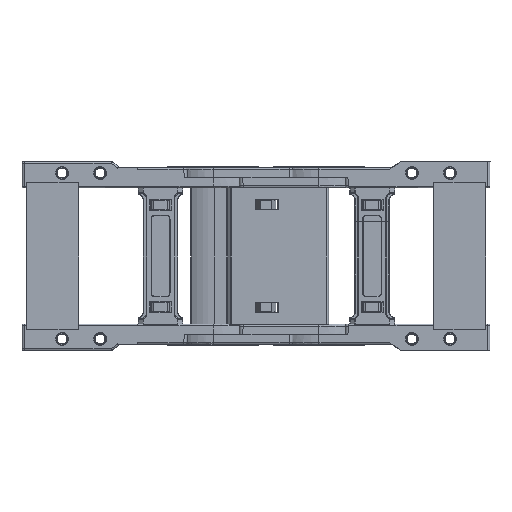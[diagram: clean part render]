
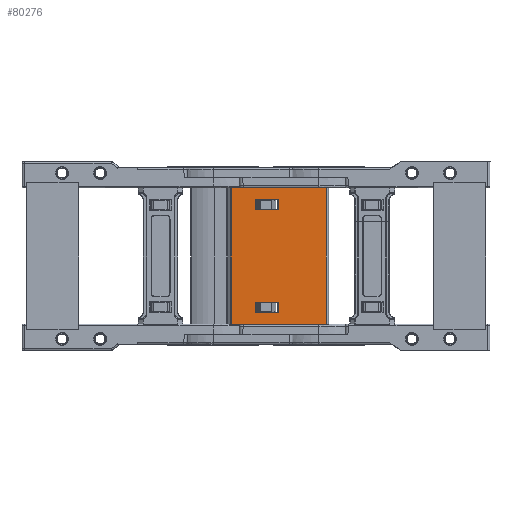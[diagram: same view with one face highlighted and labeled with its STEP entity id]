
A CAD part, front view. The second image highlights one B-rep face of the part: STEP entity #80276.
In plain terms, the highlighted planar face has unit normal (0, -1, 0).
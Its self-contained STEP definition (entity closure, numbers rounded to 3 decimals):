
#2139 = VECTOR ( 'NONE', #84905, 1000. ) ;
#3579 = CARTESIAN_POINT ( 'NONE',  ( -75.76, 143.654, 11.547 ) ) ;
#3696 = CARTESIAN_POINT ( 'NONE',  ( -61.76, 143.654, 65.947 ) ) ;
#4710 = LINE ( 'NONE', #53901, #70131 ) ;
#5297 = VECTOR ( 'NONE', #120374, 1000. ) ;
#6137 = ORIENTED_EDGE ( 'NONE', *, *, #52663, .T. ) ;
#7451 = CARTESIAN_POINT ( 'NONE',  ( -33.78, 143.654, 78.997 ) ) ;
#8889 = CARTESIAN_POINT ( 'NONE',  ( -75.76, 143.654, 65.947 ) ) ;
#9192 = ORIENTED_EDGE ( 'NONE', *, *, #49954, .F. ) ;
#10977 = CARTESIAN_POINT ( 'NONE',  ( -75.76, 143.654, 72.247 ) ) ;
#12225 = ORIENTED_EDGE ( 'NONE', *, *, #82321, .T. ) ;
#17455 = VECTOR ( 'NONE', #22004, 1000. ) ;
#19536 = LINE ( 'NONE', #88817, #34079 ) ;
#19657 = DIRECTION ( 'NONE',  ( 0., 0., 1. ) ) ;
#20990 = CARTESIAN_POINT ( 'NONE',  ( -61.76, 143.654, 11.547 ) ) ;
#21702 = VECTOR ( 'NONE', #148280, 1000. ) ;
#22004 = DIRECTION ( 'NONE',  ( 1., 0., 0. ) ) ;
#23187 = EDGE_CURVE ( 'NONE', #146076, #52776, #85519, .T. ) ;
#23438 = FACE_OUTER_BOUND ( 'NONE', #86891, .T. ) ;
#26147 = ORIENTED_EDGE ( 'NONE', *, *, #101565, .F. ) ;
#26162 = VERTEX_POINT ( 'NONE', #39986 ) ;
#26444 = ORIENTED_EDGE ( 'NONE', *, *, #145002, .T. ) ;
#28898 = VERTEX_POINT ( 'NONE', #73788 ) ;
#31434 = VERTEX_POINT ( 'NONE', #102284 ) ;
#33401 = CARTESIAN_POINT ( 'NONE',  ( -75.76, 143.654, 5.247 ) ) ;
#33648 = VECTOR ( 'NONE', #101433, 1000. ) ;
#34079 = VECTOR ( 'NONE', #146437, 1000. ) ;
#34680 = DIRECTION ( 'NONE',  ( 1., 0., 0. ) ) ;
#35186 = CARTESIAN_POINT ( 'NONE',  ( -61.76, 143.654, 11.547 ) ) ;
#36161 = LINE ( 'NONE', #3696, #5297 ) ;
#38163 = VERTEX_POINT ( 'NONE', #52070 ) ;
#38705 = AXIS2_PLACEMENT_3D ( 'NONE', #97518, #134940, #66993 ) ;
#38710 = DIRECTION ( 'NONE',  ( 0., 0., -1. ) ) ;
#39193 = CARTESIAN_POINT ( 'NONE',  ( -75.76, 143.654, 65.947 ) ) ;
#39986 = CARTESIAN_POINT ( 'NONE',  ( -33.78, 143.654, -1.503 ) ) ;
#43005 = LINE ( 'NONE', #79089, #77629 ) ;
#43155 = DIRECTION ( 'NONE',  ( 0., 0., -1. ) ) ;
#44323 = DIRECTION ( 'NONE',  ( -1., 0., 0. ) ) ;
#44740 = VERTEX_POINT ( 'NONE', #20990 ) ;
#45565 = CARTESIAN_POINT ( 'NONE',  ( -75.76, 143.654, 11.547 ) ) ;
#48409 = ORIENTED_EDGE ( 'NONE', *, *, #83170, .T. ) ;
#49954 = EDGE_CURVE ( 'NONE', #52776, #89698, #76813, .T. ) ;
#50865 = CARTESIAN_POINT ( 'NONE',  ( -61.76, 143.654, 5.247 ) ) ;
#52070 = CARTESIAN_POINT ( 'NONE',  ( -89.98, 143.654, -1.503 ) ) ;
#52663 = EDGE_CURVE ( 'NONE', #26162, #56997, #43005, .T. ) ;
#52776 = VERTEX_POINT ( 'NONE', #10977 ) ;
#53901 = CARTESIAN_POINT ( 'NONE',  ( -61.76, 143.654, 11.547 ) ) ;
#54522 = LINE ( 'NONE', #67243, #21702 ) ;
#55508 = VECTOR ( 'NONE', #97114, 1000. ) ;
#55677 = CARTESIAN_POINT ( 'NONE',  ( -89.98, 143.654, 78.997 ) ) ;
#56997 = VERTEX_POINT ( 'NONE', #7451 ) ;
#57023 = VERTEX_POINT ( 'NONE', #55677 ) ;
#57563 = EDGE_LOOP ( 'NONE', ( #12225, #26444, #74447, #124952 ) ) ;
#62846 = ORIENTED_EDGE ( 'NONE', *, *, #85210, .F. ) ;
#62949 = EDGE_CURVE ( 'NONE', #89698, #28898, #36161, .T. ) ;
#63690 = CARTESIAN_POINT ( 'NONE',  ( -61.76, 143.654, 72.247 ) ) ;
#66993 = DIRECTION ( 'NONE',  ( 0., 0., 1. ) ) ;
#67243 = CARTESIAN_POINT ( 'NONE',  ( -89.98, 143.654, -83.122 ) ) ;
#68004 = EDGE_CURVE ( 'NONE', #28898, #146076, #106313, .T. ) ;
#70131 = VECTOR ( 'NONE', #43155, 1000. ) ;
#73733 = ORIENTED_EDGE ( 'NONE', *, *, #23187, .F. ) ;
#73788 = CARTESIAN_POINT ( 'NONE',  ( -61.76, 143.654, 65.947 ) ) ;
#74447 = ORIENTED_EDGE ( 'NONE', *, *, #139874, .T. ) ;
#76813 = LINE ( 'NONE', #39193, #120232 ) ;
#77629 = VECTOR ( 'NONE', #19657, 1000. ) ;
#79089 = CARTESIAN_POINT ( 'NONE',  ( -33.78, 143.654, -83.122 ) ) ;
#80276 = ADVANCED_FACE ( 'NONE', ( #116051, #23438, #145048 ), #88371, .F. ) ;
#82321 = EDGE_CURVE ( 'NONE', #147806, #44740, #110594, .T. ) ;
#83170 = EDGE_CURVE ( 'NONE', #38163, #26162, #19536, .T. ) ;
#84666 = LINE ( 'NONE', #104236, #17455 ) ;
#84905 = DIRECTION ( 'NONE',  ( -1., 0., 0. ) ) ;
#84934 = CARTESIAN_POINT ( 'NONE',  ( -61.76, 143.654, 65.947 ) ) ;
#85210 = EDGE_CURVE ( 'NONE', #57023, #56997, #84666, .T. ) ;
#85519 = LINE ( 'NONE', #149744, #130856 ) ;
#86891 = EDGE_LOOP ( 'NONE', ( #6137, #62846, #26147, #48409 ) ) ;
#87149 = ORIENTED_EDGE ( 'NONE', *, *, #68004, .F. ) ;
#88371 = PLANE ( 'NONE',  #38705 ) ;
#88817 = CARTESIAN_POINT ( 'NONE',  ( -58.76, 143.654, -1.503 ) ) ;
#89698 = VERTEX_POINT ( 'NONE', #8889 ) ;
#97114 = DIRECTION ( 'NONE',  ( 0., 0., 1. ) ) ;
#97398 = VERTEX_POINT ( 'NONE', #33401 ) ;
#97518 = CARTESIAN_POINT ( 'NONE',  ( -58.76, 143.654, -1.503 ) ) ;
#101433 = DIRECTION ( 'NONE',  ( 0., 0., 1. ) ) ;
#101565 = EDGE_CURVE ( 'NONE', #38163, #57023, #54522, .T. ) ;
#102284 = CARTESIAN_POINT ( 'NONE',  ( -61.76, 143.654, 5.247 ) ) ;
#104236 = CARTESIAN_POINT ( 'NONE',  ( -58.76, 143.654, 78.997 ) ) ;
#106313 = LINE ( 'NONE', #84934, #55508 ) ;
#110594 = LINE ( 'NONE', #35186, #126859 ) ;
#114980 = ORIENTED_EDGE ( 'NONE', *, *, #62949, .F. ) ;
#116051 = FACE_BOUND ( 'NONE', #57563, .T. ) ;
#117288 = EDGE_LOOP ( 'NONE', ( #114980, #9192, #73733, #87149 ) ) ;
#120232 = VECTOR ( 'NONE', #38710, 1000. ) ;
#120374 = DIRECTION ( 'NONE',  ( 1., 0., 0. ) ) ;
#124952 = ORIENTED_EDGE ( 'NONE', *, *, #135117, .T. ) ;
#126859 = VECTOR ( 'NONE', #34680, 1000. ) ;
#127370 = LINE ( 'NONE', #50865, #2139 ) ;
#130856 = VECTOR ( 'NONE', #44323, 1000. ) ;
#134940 = DIRECTION ( 'NONE',  ( 0., 1., 0. ) ) ;
#135117 = EDGE_CURVE ( 'NONE', #97398, #147806, #138913, .T. ) ;
#138913 = LINE ( 'NONE', #45565, #33648 ) ;
#139874 = EDGE_CURVE ( 'NONE', #31434, #97398, #127370, .T. ) ;
#145002 = EDGE_CURVE ( 'NONE', #44740, #31434, #4710, .T. ) ;
#145048 = FACE_BOUND ( 'NONE', #117288, .T. ) ;
#146076 = VERTEX_POINT ( 'NONE', #63690 ) ;
#146437 = DIRECTION ( 'NONE',  ( 1., 0., 0. ) ) ;
#147806 = VERTEX_POINT ( 'NONE', #3579 ) ;
#148280 = DIRECTION ( 'NONE',  ( 0., 0., 1. ) ) ;
#149744 = CARTESIAN_POINT ( 'NONE',  ( -61.76, 143.654, 72.247 ) ) ;
